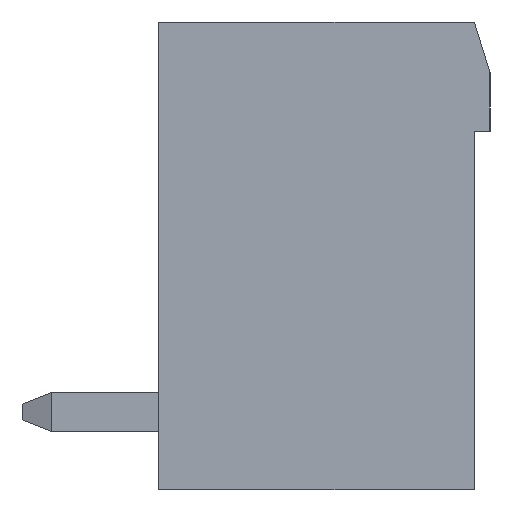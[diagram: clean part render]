
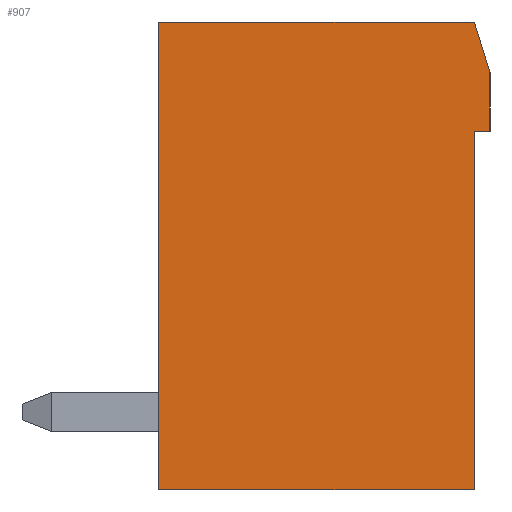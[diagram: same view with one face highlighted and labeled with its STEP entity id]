
A CAD part, left-side view. The second image highlights one B-rep face of the part: STEP entity #907.
In plain terms, the highlighted planar face has unit normal (-1, 0, 0).
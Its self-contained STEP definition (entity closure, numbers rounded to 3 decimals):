
#907 = ADVANCED_FACE( '', ( #1967 ), #1968, .T. );
#1967 = FACE_OUTER_BOUND( '', #3216, .T. );
#1968 = PLANE( '', #3217 );
#3216 = EDGE_LOOP( '', ( #5667, #5668, #5669, #5670, #5671, #5672, #5673 ) );
#3217 = AXIS2_PLACEMENT_3D( '', #5674, #5675, #5676 );
#5667 = ORIENTED_EDGE( '', *, *, #8697, .T. );
#5668 = ORIENTED_EDGE( '', *, *, #8616, .T. );
#5669 = ORIENTED_EDGE( '', *, *, #8201, .T. );
#5670 = ORIENTED_EDGE( '', *, *, #8698, .T. );
#5671 = ORIENTED_EDGE( '', *, *, #8157, .T. );
#5672 = ORIENTED_EDGE( '', *, *, #8699, .T. );
#5673 = ORIENTED_EDGE( '', *, *, #8700, .T. );
#5674 = CARTESIAN_POINT( '', ( -28.94, 0., 0. ) );
#5675 = DIRECTION( '', ( -1., 0., 0. ) );
#5676 = DIRECTION( '', ( 0., 0., 1. ) );
#8157 = EDGE_CURVE( '', #10006, #10007, #10008, .T. );
#8201 = EDGE_CURVE( '', #10075, #10076, #10077, .T. );
#8616 = EDGE_CURVE( '', #10718, #10075, #10719, .T. );
#8697 = EDGE_CURVE( '', #10836, #10718, #10837, .T. );
#8698 = EDGE_CURVE( '', #10076, #10006, #10838, .T. );
#8699 = EDGE_CURVE( '', #10007, #10839, #10840, .T. );
#8700 = EDGE_CURVE( '', #10839, #10836, #10841, .T. );
#10006 = VERTEX_POINT( '', #12614 );
#10007 = VERTEX_POINT( '', #12615 );
#10008 = LINE( '', #12616, #12617 );
#10075 = VERTEX_POINT( '', #12714 );
#10076 = VERTEX_POINT( '', #12715 );
#10077 = LINE( '', #12716, #12717 );
#10718 = VERTEX_POINT( '', #13662 );
#10719 = LINE( '', #13663, #13664 );
#10836 = VERTEX_POINT( '', #13835 );
#10837 = LINE( '', #13836, #13837 );
#10838 = LINE( '', #13838, #13839 );
#10839 = VERTEX_POINT( '', #13840 );
#10840 = LINE( '', #13841, #13842 );
#10841 = LINE( '', #13843, #13844 );
#12614 = CARTESIAN_POINT( '', ( -28.94, -4.05, -6. ) );
#12615 = CARTESIAN_POINT( '', ( -28.94, -4.05, 3.2 ) );
#12616 = CARTESIAN_POINT( '', ( -28.94, -4.05, -6. ) );
#12617 = VECTOR( '', #15198, 1000. );
#12714 = CARTESIAN_POINT( '', ( -28.94, 4.05, 6. ) );
#12715 = CARTESIAN_POINT( '', ( -28.94, 4.05, -6. ) );
#12716 = CARTESIAN_POINT( '', ( -28.94, 4.05, 6. ) );
#12717 = VECTOR( '', #15235, 1000. );
#13662 = CARTESIAN_POINT( '', ( -28.94, -4.05, 6. ) );
#13663 = CARTESIAN_POINT( '', ( -28.94, -4.05, 6. ) );
#13664 = VECTOR( '', #15630, 1000. );
#13835 = CARTESIAN_POINT( '', ( -28.94, -4.45, 4.7 ) );
#13836 = CARTESIAN_POINT( '', ( -28.94, -4.45, 4.7 ) );
#13837 = VECTOR( '', #15703, 1000. );
#13838 = CARTESIAN_POINT( '', ( -28.94, 4.05, -6. ) );
#13839 = VECTOR( '', #15704, 1000. );
#13840 = CARTESIAN_POINT( '', ( -28.94, -4.45, 3.2 ) );
#13841 = CARTESIAN_POINT( '', ( -28.94, -4.05, 3.2 ) );
#13842 = VECTOR( '', #15705, 1000. );
#13843 = CARTESIAN_POINT( '', ( -28.94, -4.45, 3.2 ) );
#13844 = VECTOR( '', #15706, 1000. );
#15198 = DIRECTION( '', ( 0., 0., 1. ) );
#15235 = DIRECTION( '', ( 0., 0., -1. ) );
#15630 = DIRECTION( '', ( 0., 1., 0. ) );
#15703 = DIRECTION( '', ( 0., 0.294, 0.956 ) );
#15704 = DIRECTION( '', ( 0., -1., 0. ) );
#15705 = DIRECTION( '', ( 0., -1., 0. ) );
#15706 = DIRECTION( '', ( 0., 0., 1. ) );
